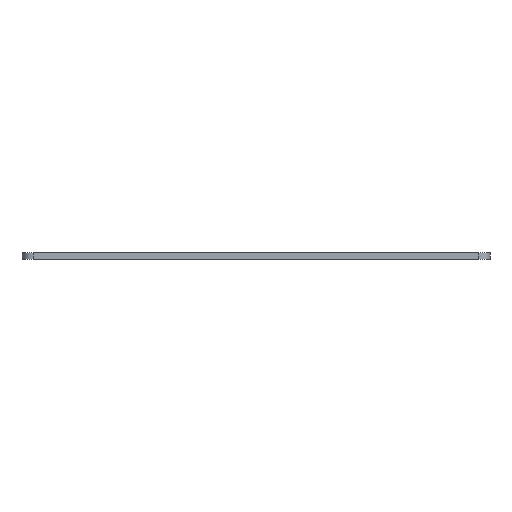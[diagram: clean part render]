
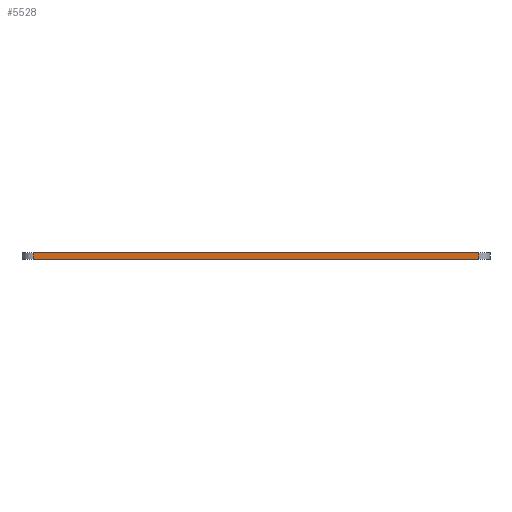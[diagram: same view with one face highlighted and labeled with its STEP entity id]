
A CAD part, front view. The second image highlights one B-rep face of the part: STEP entity #5528.
In plain terms, the highlighted planar face has unit normal (0, -1, 0).
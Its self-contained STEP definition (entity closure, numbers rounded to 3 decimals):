
#44 = PLANE('',#45);
#45 = AXIS2_PLACEMENT_3D('',#46,#47,#48);
#46 = CARTESIAN_POINT('',(0.,0.,0.));
#47 = DIRECTION('',(0.,0.,1.));
#48 = DIRECTION('',(1.,0.,0.));
#72 = CYLINDRICAL_SURFACE('',#73,5.);
#73 = AXIS2_PLACEMENT_3D('',#74,#75,#76);
#74 = CARTESIAN_POINT('',(5.,5.,0.));
#75 = DIRECTION('',(0.,0.,1.));
#76 = DIRECTION('',(-1.,0.,0.));
#100 = PLANE('',#101);
#101 = AXIS2_PLACEMENT_3D('',#102,#103,#104);
#102 = CARTESIAN_POINT('',(0.,0.,3.));
#103 = DIRECTION('',(0.,0.,1.));
#104 = DIRECTION('',(1.,0.,0.));
#143 = VERTEX_POINT('',#144);
#144 = CARTESIAN_POINT('',(5.,0.,0.));
#166 = EDGE_CURVE('',#143,#167,#169,.T.);
#167 = VERTEX_POINT('',#168);
#168 = CARTESIAN_POINT('',(205.,0.,0.));
#169 = SURFACE_CURVE('',#170,(#174,#181),.PCURVE_S1.);
#170 = LINE('',#171,#172);
#171 = CARTESIAN_POINT('',(0.,0.,0.));
#172 = VECTOR('',#173,1.);
#173 = DIRECTION('',(1.,0.,0.));
#174 = PCURVE('',#44,#175);
#175 = DEFINITIONAL_REPRESENTATION('',(#176),#180);
#176 = LINE('',#177,#178);
#177 = CARTESIAN_POINT('',(0.,0.));
#178 = VECTOR('',#179,1.);
#179 = DIRECTION('',(1.,0.));
#180 = ( GEOMETRIC_REPRESENTATION_CONTEXT(2) 
PARAMETRIC_REPRESENTATION_CONTEXT() REPRESENTATION_CONTEXT('2D SPACE',''
  ) );
#181 = PCURVE('',#182,#187);
#182 = PLANE('',#183);
#183 = AXIS2_PLACEMENT_3D('',#184,#185,#186);
#184 = CARTESIAN_POINT('',(0.,0.,0.));
#185 = DIRECTION('',(0.,1.,0.));
#186 = DIRECTION('',(1.,0.,0.));
#187 = DEFINITIONAL_REPRESENTATION('',(#188),#192);
#188 = LINE('',#189,#190);
#189 = CARTESIAN_POINT('',(0.,0.));
#190 = VECTOR('',#191,1.);
#191 = DIRECTION('',(1.,0.));
#192 = ( GEOMETRIC_REPRESENTATION_CONTEXT(2) 
PARAMETRIC_REPRESENTATION_CONTEXT() REPRESENTATION_CONTEXT('2D SPACE',''
  ) );
#211 = CYLINDRICAL_SURFACE('',#212,5.);
#212 = AXIS2_PLACEMENT_3D('',#213,#214,#215);
#213 = CARTESIAN_POINT('',(205.,5.,0.));
#214 = DIRECTION('',(0.,0.,1.));
#215 = DIRECTION('',(0.,-1.,0.));
#3048 = EDGE_CURVE('',#143,#3049,#3051,.T.);
#3049 = VERTEX_POINT('',#3050);
#3050 = CARTESIAN_POINT('',(5.,0.,3.));
#3051 = SURFACE_CURVE('',#3052,(#3056,#3063),.PCURVE_S1.);
#3052 = LINE('',#3053,#3054);
#3053 = CARTESIAN_POINT('',(5.,0.,0.));
#3054 = VECTOR('',#3055,1.);
#3055 = DIRECTION('',(0.,0.,1.));
#3056 = PCURVE('',#72,#3057);
#3057 = DEFINITIONAL_REPRESENTATION('',(#3058),#3062);
#3058 = LINE('',#3059,#3060);
#3059 = CARTESIAN_POINT('',(1.571,0.));
#3060 = VECTOR('',#3061,1.);
#3061 = DIRECTION('',(0.,1.));
#3062 = ( GEOMETRIC_REPRESENTATION_CONTEXT(2) 
PARAMETRIC_REPRESENTATION_CONTEXT() REPRESENTATION_CONTEXT('2D SPACE',''
  ) );
#3063 = PCURVE('',#182,#3064);
#3064 = DEFINITIONAL_REPRESENTATION('',(#3065),#3069);
#3065 = LINE('',#3066,#3067);
#3066 = CARTESIAN_POINT('',(5.,0.));
#3067 = VECTOR('',#3068,1.);
#3068 = DIRECTION('',(0.,-1.));
#3069 = ( GEOMETRIC_REPRESENTATION_CONTEXT(2) 
PARAMETRIC_REPRESENTATION_CONTEXT() REPRESENTATION_CONTEXT('2D SPACE',''
  ) );
#3148 = EDGE_CURVE('',#3049,#3149,#3151,.T.);
#3149 = VERTEX_POINT('',#3150);
#3150 = CARTESIAN_POINT('',(205.,0.,3.));
#3151 = SURFACE_CURVE('',#3152,(#3156,#3163),.PCURVE_S1.);
#3152 = LINE('',#3153,#3154);
#3153 = CARTESIAN_POINT('',(0.,0.,3.));
#3154 = VECTOR('',#3155,1.);
#3155 = DIRECTION('',(1.,0.,0.));
#3156 = PCURVE('',#100,#3157);
#3157 = DEFINITIONAL_REPRESENTATION('',(#3158),#3162);
#3158 = LINE('',#3159,#3160);
#3159 = CARTESIAN_POINT('',(0.,0.));
#3160 = VECTOR('',#3161,1.);
#3161 = DIRECTION('',(1.,0.));
#3162 = ( GEOMETRIC_REPRESENTATION_CONTEXT(2) 
PARAMETRIC_REPRESENTATION_CONTEXT() REPRESENTATION_CONTEXT('2D SPACE',''
  ) );
#3163 = PCURVE('',#182,#3164);
#3164 = DEFINITIONAL_REPRESENTATION('',(#3165),#3169);
#3165 = LINE('',#3166,#3167);
#3166 = CARTESIAN_POINT('',(0.,-3.));
#3167 = VECTOR('',#3168,1.);
#3168 = DIRECTION('',(1.,0.));
#3169 = ( GEOMETRIC_REPRESENTATION_CONTEXT(2) 
PARAMETRIC_REPRESENTATION_CONTEXT() REPRESENTATION_CONTEXT('2D SPACE',''
  ) );
#5528 = ADVANCED_FACE('',(#5529),#182,.F.);
#5529 = FACE_BOUND('',#5530,.F.);
#5530 = EDGE_LOOP('',(#5531,#5532,#5533,#5534));
#5531 = ORIENTED_EDGE('',*,*,#166,.F.);
#5532 = ORIENTED_EDGE('',*,*,#3048,.T.);
#5533 = ORIENTED_EDGE('',*,*,#3148,.T.);
#5534 = ORIENTED_EDGE('',*,*,#5535,.F.);
#5535 = EDGE_CURVE('',#167,#3149,#5536,.T.);
#5536 = SURFACE_CURVE('',#5537,(#5541,#5548),.PCURVE_S1.);
#5537 = LINE('',#5538,#5539);
#5538 = CARTESIAN_POINT('',(205.,0.,0.));
#5539 = VECTOR('',#5540,1.);
#5540 = DIRECTION('',(0.,0.,1.));
#5541 = PCURVE('',#182,#5542);
#5542 = DEFINITIONAL_REPRESENTATION('',(#5543),#5547);
#5543 = LINE('',#5544,#5545);
#5544 = CARTESIAN_POINT('',(205.,0.));
#5545 = VECTOR('',#5546,1.);
#5546 = DIRECTION('',(0.,-1.));
#5547 = ( GEOMETRIC_REPRESENTATION_CONTEXT(2) 
PARAMETRIC_REPRESENTATION_CONTEXT() REPRESENTATION_CONTEXT('2D SPACE',''
  ) );
#5548 = PCURVE('',#211,#5549);
#5549 = DEFINITIONAL_REPRESENTATION('',(#5550),#5554);
#5550 = LINE('',#5551,#5552);
#5551 = CARTESIAN_POINT('',(0.,0.));
#5552 = VECTOR('',#5553,1.);
#5553 = DIRECTION('',(0.,1.));
#5554 = ( GEOMETRIC_REPRESENTATION_CONTEXT(2) 
PARAMETRIC_REPRESENTATION_CONTEXT() REPRESENTATION_CONTEXT('2D SPACE',''
  ) );
